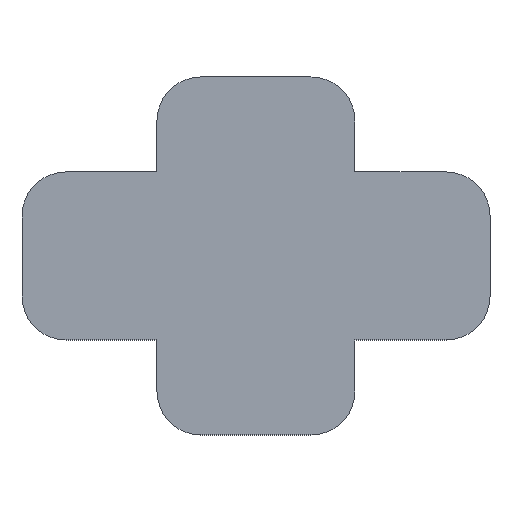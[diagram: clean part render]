
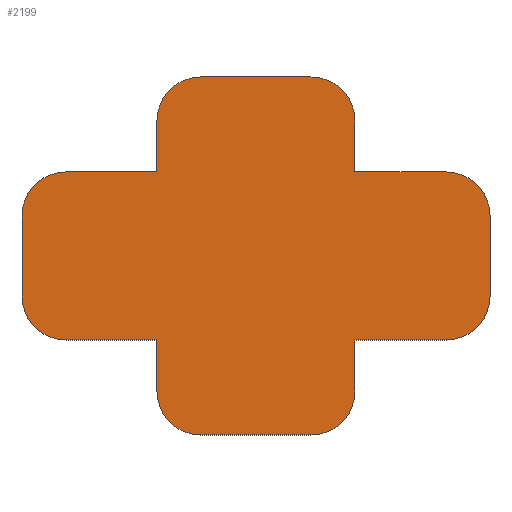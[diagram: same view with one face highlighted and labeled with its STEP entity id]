
A CAD part, top view. The second image highlights one B-rep face of the part: STEP entity #2199.
In plain terms, the highlighted planar face has unit normal (0, 0, 1).
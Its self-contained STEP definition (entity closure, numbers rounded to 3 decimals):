
#791 = VERTEX_POINT('',#792);
#792 = CARTESIAN_POINT('',(4.95,-26.75,0.75));
#798 = EDGE_CURVE('',#791,#799,#801,.T.);
#799 = VERTEX_POINT('',#800);
#800 = CARTESIAN_POINT('',(4.95,-24.2,0.75));
#801 = LINE('',#802,#803);
#802 = CARTESIAN_POINT('',(4.95,-26.75,0.75));
#803 = VECTOR('',#804,1.);
#804 = DIRECTION('',(0.,1.,0.));
#822 = VERTEX_POINT('',#823);
#823 = CARTESIAN_POINT('',(2.75,-28.95,0.75));
#829 = EDGE_CURVE('',#822,#791,#830,.T.);
#830 = CIRCLE('',#831,2.2);
#831 = AXIS2_PLACEMENT_3D('',#832,#833,#834);
#832 = CARTESIAN_POINT('',(2.75,-26.75,0.75));
#833 = DIRECTION('',(0.,0.,1.));
#834 = DIRECTION('',(1.,0.,0.));
#847 = EDGE_CURVE('',#799,#848,#850,.T.);
#848 = VERTEX_POINT('',#849);
#849 = CARTESIAN_POINT('',(9.5,-24.2,0.75));
#850 = LINE('',#851,#852);
#851 = CARTESIAN_POINT('',(4.95,-24.2,0.75));
#852 = VECTOR('',#853,1.);
#853 = DIRECTION('',(1.,0.,0.));
#871 = VERTEX_POINT('',#872);
#872 = CARTESIAN_POINT('',(-2.75,-28.95,0.75));
#878 = EDGE_CURVE('',#871,#822,#879,.T.);
#879 = LINE('',#880,#881);
#880 = CARTESIAN_POINT('',(-2.75,-28.95,0.75));
#881 = VECTOR('',#882,1.);
#882 = DIRECTION('',(1.,0.,0.));
#895 = EDGE_CURVE('',#848,#896,#898,.T.);
#896 = VERTEX_POINT('',#897);
#897 = CARTESIAN_POINT('',(11.7,-22.,0.75));
#898 = CIRCLE('',#899,2.2);
#899 = AXIS2_PLACEMENT_3D('',#900,#901,#902);
#900 = CARTESIAN_POINT('',(9.5,-22.,0.75));
#901 = DIRECTION('',(0.,0.,1.));
#902 = DIRECTION('',(1.,0.,0.));
#920 = VERTEX_POINT('',#921);
#921 = CARTESIAN_POINT('',(-4.95,-26.75,0.75));
#927 = EDGE_CURVE('',#920,#871,#928,.T.);
#928 = CIRCLE('',#929,2.2);
#929 = AXIS2_PLACEMENT_3D('',#930,#931,#932);
#930 = CARTESIAN_POINT('',(-2.75,-26.75,0.75));
#931 = DIRECTION('',(0.,0.,1.));
#932 = DIRECTION('',(1.,0.,0.));
#945 = EDGE_CURVE('',#896,#946,#948,.T.);
#946 = VERTEX_POINT('',#947);
#947 = CARTESIAN_POINT('',(11.7,-18.,0.75));
#948 = LINE('',#949,#950);
#949 = CARTESIAN_POINT('',(11.7,-22.,0.75));
#950 = VECTOR('',#951,1.);
#951 = DIRECTION('',(0.,1.,0.));
#969 = VERTEX_POINT('',#970);
#970 = CARTESIAN_POINT('',(-4.95,-24.2,0.75));
#976 = EDGE_CURVE('',#969,#920,#977,.T.);
#977 = LINE('',#978,#979);
#978 = CARTESIAN_POINT('',(-4.95,-24.2,0.75));
#979 = VECTOR('',#980,1.);
#980 = DIRECTION('',(0.,-1.,0.));
#993 = EDGE_CURVE('',#946,#994,#996,.T.);
#994 = VERTEX_POINT('',#995);
#995 = CARTESIAN_POINT('',(9.5,-15.8,0.75));
#996 = CIRCLE('',#997,2.2);
#997 = AXIS2_PLACEMENT_3D('',#998,#999,#1000);
#998 = CARTESIAN_POINT('',(9.5,-18.,0.75));
#999 = DIRECTION('',(0.,0.,1.));
#1000 = DIRECTION('',(1.,0.,0.));
#1018 = VERTEX_POINT('',#1019);
#1019 = CARTESIAN_POINT('',(-9.5,-24.2,0.75));
#1025 = EDGE_CURVE('',#1018,#969,#1026,.T.);
#1026 = LINE('',#1027,#1028);
#1027 = CARTESIAN_POINT('',(-9.5,-24.2,0.75));
#1028 = VECTOR('',#1029,1.);
#1029 = DIRECTION('',(1.,0.,0.));
#1042 = EDGE_CURVE('',#994,#1043,#1045,.T.);
#1043 = VERTEX_POINT('',#1044);
#1044 = CARTESIAN_POINT('',(4.95,-15.8,0.75));
#1045 = LINE('',#1046,#1047);
#1046 = CARTESIAN_POINT('',(9.5,-15.8,0.75));
#1047 = VECTOR('',#1048,1.);
#1048 = DIRECTION('',(-1.,0.,0.));
#1066 = VERTEX_POINT('',#1067);
#1067 = CARTESIAN_POINT('',(-11.7,-22.,0.75));
#1073 = EDGE_CURVE('',#1066,#1018,#1074,.T.);
#1074 = CIRCLE('',#1075,2.2);
#1075 = AXIS2_PLACEMENT_3D('',#1076,#1077,#1078);
#1076 = CARTESIAN_POINT('',(-9.5,-22.,0.75));
#1077 = DIRECTION('',(0.,0.,1.));
#1078 = DIRECTION('',(1.,0.,0.));
#1091 = EDGE_CURVE('',#1043,#1092,#1094,.T.);
#1092 = VERTEX_POINT('',#1093);
#1093 = CARTESIAN_POINT('',(4.95,-13.25,0.75));
#1094 = LINE('',#1095,#1096);
#1095 = CARTESIAN_POINT('',(4.95,-15.8,0.75));
#1096 = VECTOR('',#1097,1.);
#1097 = DIRECTION('',(0.,1.,0.));
#1115 = VERTEX_POINT('',#1116);
#1116 = CARTESIAN_POINT('',(-11.7,-18.,0.75));
#1122 = EDGE_CURVE('',#1115,#1066,#1123,.T.);
#1123 = LINE('',#1124,#1125);
#1124 = CARTESIAN_POINT('',(-11.7,-18.,0.75));
#1125 = VECTOR('',#1126,1.);
#1126 = DIRECTION('',(0.,-1.,0.));
#1139 = EDGE_CURVE('',#1092,#1140,#1142,.T.);
#1140 = VERTEX_POINT('',#1141);
#1141 = CARTESIAN_POINT('',(2.75,-11.05,0.75));
#1142 = CIRCLE('',#1143,2.2);
#1143 = AXIS2_PLACEMENT_3D('',#1144,#1145,#1146);
#1144 = CARTESIAN_POINT('',(2.75,-13.25,0.75));
#1145 = DIRECTION('',(0.,0.,1.));
#1146 = DIRECTION('',(1.,0.,0.));
#1164 = VERTEX_POINT('',#1165);
#1165 = CARTESIAN_POINT('',(-9.5,-15.8,0.75));
#1171 = EDGE_CURVE('',#1164,#1115,#1172,.T.);
#1172 = CIRCLE('',#1173,2.2);
#1173 = AXIS2_PLACEMENT_3D('',#1174,#1175,#1176);
#1174 = CARTESIAN_POINT('',(-9.5,-18.,0.75));
#1175 = DIRECTION('',(0.,0.,1.));
#1176 = DIRECTION('',(1.,0.,0.));
#1189 = EDGE_CURVE('',#1140,#1190,#1192,.T.);
#1190 = VERTEX_POINT('',#1191);
#1191 = CARTESIAN_POINT('',(-2.75,-11.05,0.75));
#1192 = LINE('',#1193,#1194);
#1193 = CARTESIAN_POINT('',(2.75,-11.05,0.75));
#1194 = VECTOR('',#1195,1.);
#1195 = DIRECTION('',(-1.,0.,0.));
#1213 = VERTEX_POINT('',#1214);
#1214 = CARTESIAN_POINT('',(-4.95,-15.8,0.75));
#1220 = EDGE_CURVE('',#1213,#1164,#1221,.T.);
#1221 = LINE('',#1222,#1223);
#1222 = CARTESIAN_POINT('',(-4.95,-15.8,0.75));
#1223 = VECTOR('',#1224,1.);
#1224 = DIRECTION('',(-1.,0.,0.));
#1237 = EDGE_CURVE('',#1190,#1238,#1240,.T.);
#1238 = VERTEX_POINT('',#1239);
#1239 = CARTESIAN_POINT('',(-4.95,-13.25,0.75));
#1240 = CIRCLE('',#1241,2.2);
#1241 = AXIS2_PLACEMENT_3D('',#1242,#1243,#1244);
#1242 = CARTESIAN_POINT('',(-2.75,-13.25,0.75));
#1243 = DIRECTION('',(0.,0.,1.));
#1244 = DIRECTION('',(1.,0.,0.));
#1262 = EDGE_CURVE('',#1238,#1213,#1263,.T.);
#1263 = LINE('',#1264,#1265);
#1264 = CARTESIAN_POINT('',(-4.95,-13.25,0.75));
#1265 = VECTOR('',#1266,1.);
#1266 = DIRECTION('',(0.,-1.,0.));
#2199 = ADVANCED_FACE('',(#2200),#2222,.T.);
#2200 = FACE_BOUND('',#2201,.T.);
#2201 = EDGE_LOOP('',(#2202,#2203,#2204,#2205,#2206,#2207,#2208,#2209,
    #2210,#2211,#2212,#2213,#2214,#2215,#2216,#2217,#2218,#2219,#2220,
    #2221));
#2202 = ORIENTED_EDGE('',*,*,#798,.T.);
#2203 = ORIENTED_EDGE('',*,*,#847,.T.);
#2204 = ORIENTED_EDGE('',*,*,#895,.T.);
#2205 = ORIENTED_EDGE('',*,*,#945,.T.);
#2206 = ORIENTED_EDGE('',*,*,#993,.T.);
#2207 = ORIENTED_EDGE('',*,*,#1042,.T.);
#2208 = ORIENTED_EDGE('',*,*,#1091,.T.);
#2209 = ORIENTED_EDGE('',*,*,#1139,.T.);
#2210 = ORIENTED_EDGE('',*,*,#1189,.T.);
#2211 = ORIENTED_EDGE('',*,*,#1237,.T.);
#2212 = ORIENTED_EDGE('',*,*,#1262,.T.);
#2213 = ORIENTED_EDGE('',*,*,#1220,.T.);
#2214 = ORIENTED_EDGE('',*,*,#1171,.T.);
#2215 = ORIENTED_EDGE('',*,*,#1122,.T.);
#2216 = ORIENTED_EDGE('',*,*,#1073,.T.);
#2217 = ORIENTED_EDGE('',*,*,#1025,.T.);
#2218 = ORIENTED_EDGE('',*,*,#976,.T.);
#2219 = ORIENTED_EDGE('',*,*,#927,.T.);
#2220 = ORIENTED_EDGE('',*,*,#878,.T.);
#2221 = ORIENTED_EDGE('',*,*,#829,.T.);
#2222 = PLANE('',#2223);
#2223 = AXIS2_PLACEMENT_3D('',#2224,#2225,#2226);
#2224 = CARTESIAN_POINT('',(0.,-20.,0.75));
#2225 = DIRECTION('',(0.,0.,1.));
#2226 = DIRECTION('',(1.,0.,0.));
